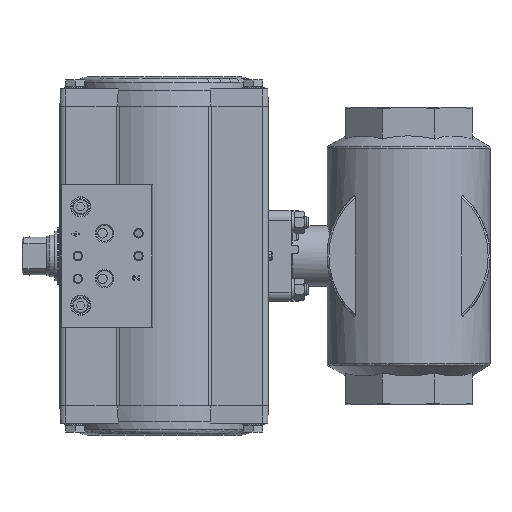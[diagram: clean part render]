
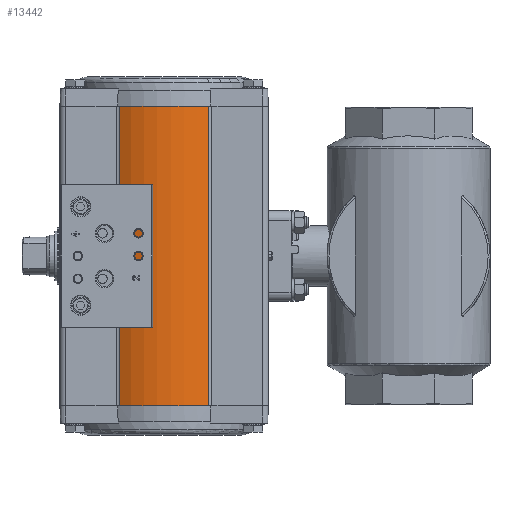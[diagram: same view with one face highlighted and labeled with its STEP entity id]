
A CAD part, left-side view. The second image highlights one B-rep face of the part: STEP entity #13442.
In plain terms, the highlighted cylindrical face has radius 46 mm (diameter 92 mm), a partial arc.
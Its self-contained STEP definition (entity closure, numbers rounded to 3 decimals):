
#1754=LINE('',#22509,#2579);
#1755=LINE('',#22513,#2580);
#2579=VECTOR('',#17527,1000.);
#2580=VECTOR('',#17534,1000.);
#4706=ORIENTED_EDGE('',*,*,#7749,.T.);
#4707=ORIENTED_EDGE('',*,*,#7748,.F.);
#4708=ORIENTED_EDGE('',*,*,#7750,.F.);
#4709=ORIENTED_EDGE('',*,*,#7751,.T.);
#7748=EDGE_CURVE('',#9000,#8964,#1754,.T.);
#7749=EDGE_CURVE('',#8960,#8964,#10222,.T.);
#7750=EDGE_CURVE('',#8995,#9000,#10223,.T.);
#7751=EDGE_CURVE('',#8995,#8960,#1755,.T.);
#8960=VERTEX_POINT('',#21186);
#8964=VERTEX_POINT('',#21194);
#8995=VERTEX_POINT('',#21305);
#9000=VERTEX_POINT('',#21315);
#10222=CIRCLE('',#14762,46.);
#10223=CIRCLE('',#14763,46.);
#11051=EDGE_LOOP('',(#4706,#4707,#4708,#4709));
#12198=FACE_BOUND('',#11051,.T.);
#12970=CYLINDRICAL_SURFACE('',#14761,46.);
#13442=ADVANCED_FACE('',(#12198),#12970,.T.);
#14761=AXIS2_PLACEMENT_3D('',#22510,#17528,#17529);
#14762=AXIS2_PLACEMENT_3D('',#22511,#17530,#17531);
#14763=AXIS2_PLACEMENT_3D('',#22512,#17532,#17533);
#17527=DIRECTION('',(0.,0.,-1.));
#17528=DIRECTION('',(0.,0.,-1.));
#17529=DIRECTION('',(-1.,0.,0.));
#17530=DIRECTION('',(0.,0.,1.));
#17531=DIRECTION('',(1.,0.,0.));
#17532=DIRECTION('',(0.,0.,1.));
#17533=DIRECTION('',(1.,0.,0.));
#17534=DIRECTION('',(0.,0.,-1.));
#21186=CARTESIAN_POINT('',(39.429,-23.694,-79.15));
#21194=CARTESIAN_POINT('',(39.429,23.694,-79.15));
#21305=CARTESIAN_POINT('',(39.429,-23.694,79.15));
#21315=CARTESIAN_POINT('',(39.429,23.694,79.15));
#22509=CARTESIAN_POINT('',(39.429,23.694,79.15));
#22510=CARTESIAN_POINT('',(0.,0.,
79.15));
#22511=CARTESIAN_POINT('',(0.,0.,
-79.15));
#22512=CARTESIAN_POINT('',(0.,0.,
79.15));
#22513=CARTESIAN_POINT('',(39.429,-23.694,79.15));
